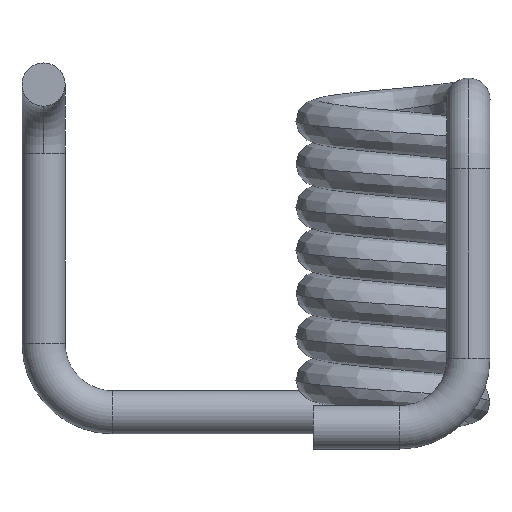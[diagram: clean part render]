
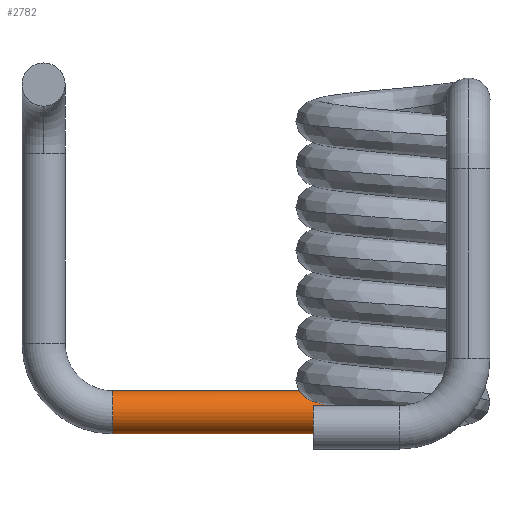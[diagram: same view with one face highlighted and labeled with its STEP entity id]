
A CAD part, left-side view. The second image highlights one B-rep face of the part: STEP entity #2782.
In plain terms, the highlighted cylindrical face has radius 0.5 mm (diameter 1 mm), a partial arc.
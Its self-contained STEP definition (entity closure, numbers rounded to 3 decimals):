
#1 = B_SPLINE_CURVE_WITH_KNOTS ( 'NONE', 3,
 ( #1560, #3187, #230, #2100, #507, #2373, #774, #2658, #1043, #2930, #1306, #3197, #1573, #3465 ),
 .UNSPECIFIED., .F., .F.,
 ( 4, 2, 2, 2, 2, 2, 4 ),
 ( 0., 0., 0., 0., 0., 0.001, 0.001 ),
 .UNSPECIFIED. ) ;
#14 = CARTESIAN_POINT ( 'NONE',  ( 1.716, 0.025, 0.499 ) ) ;
#113 = CYLINDRICAL_SURFACE ( 'NONE', #1998, 0.5 ) ;
#124 = ORIENTED_EDGE ( 'NONE', *, *, #2345, .F. ) ;
#188 = ORIENTED_EDGE ( 'NONE', *, *, #1485, .T. ) ;
#230 = CARTESIAN_POINT ( 'NONE',  ( 1.448, 1.082, 0.399 ) ) ;
#277 = CARTESIAN_POINT ( 'NONE',  ( 1.696, 0.062, 0.497 ) ) ;
#353 = CARTESIAN_POINT ( 'NONE',  ( 1.75, 6.5, -0.5 ) ) ;
#395 = AXIS2_PLACEMENT_3D ( 'NONE', #1253, #3144, #1515 ) ;
#442 = LINE ( 'NONE', #1787, #1851 ) ;
#507 = CARTESIAN_POINT ( 'NONE',  ( 1.463, 1.196, 0.409 ) ) ;
#523 = DIRECTION ( 'NONE',  ( 0., 1., 0. ) ) ;
#551 = CARTESIAN_POINT ( 'NONE',  ( 1.666, 0.142, 0.493 ) ) ;
#561 = LINE ( 'NONE', #353, #3250 ) ;
#719 = FACE_OUTER_BOUND ( 'NONE', #922, .T. ) ;
#727 = AXIS2_PLACEMENT_3D ( 'NONE', #1134, #3013, #1396 ) ;
#774 = CARTESIAN_POINT ( 'NONE',  ( 1.508, 1.267, 0.438 ) ) ;
#819 = CARTESIAN_POINT ( 'NONE',  ( 1.616, 0.306, 0.482 ) ) ;
#834 = CARTESIAN_POINT ( 'NONE',  ( 1.75, 6.5, -0.5 ) ) ;
#864 = DIRECTION ( 'NONE',  ( 0., 0., -1. ) ) ;
#922 = EDGE_LOOP ( 'NONE', ( #3426, #124, #2558, #188, #3363, #955, #2411 ) ) ;
#955 = ORIENTED_EDGE ( 'NONE', *, *, #2533, .T. ) ;
#979 = CIRCLE ( 'NONE', #395, 0.5 ) ;
#1043 = CARTESIAN_POINT ( 'NONE',  ( 1.586, 1.254, 0.473 ) ) ;
#1072 = CARTESIAN_POINT ( 'NONE',  ( 1.75, 0., 0.5 ) ) ;
#1088 = CARTESIAN_POINT ( 'NONE',  ( 1.547, 0.552, 0.458 ) ) ;
#1091 = AXIS2_PLACEMENT_3D ( 'NONE', #2119, #523, #2392 ) ;
#1103 = EDGE_CURVE ( 'NONE', #2670, #1369, #442, .T. ) ;
#1134 = CARTESIAN_POINT ( 'NONE',  ( 1.75, 0., 0. ) ) ;
#1218 = DIRECTION ( 'NONE',  ( 0., -1., 0. ) ) ;
#1242 = VERTEX_POINT ( 'NONE', #3382 ) ;
#1253 = CARTESIAN_POINT ( 'NONE',  ( 1.75, 0., 0. ) ) ;
#1306 = CARTESIAN_POINT ( 'NONE',  ( 1.648, 1.197, 0.49 ) ) ;
#1351 = CARTESIAN_POINT ( 'NONE',  ( 1.486, 0.799, 0.425 ) ) ;
#1369 = VERTEX_POINT ( 'NONE', #2578 ) ;
#1383 = CARTESIAN_POINT ( 'NONE',  ( 1.75, 6.5, 0.5 ) ) ;
#1396 = DIRECTION ( 'NONE',  ( 0., 0., 1. ) ) ;
#1470 = B_SPLINE_CURVE_WITH_KNOTS ( 'NONE', 3,
 ( #1072, #3215, #1603, #14, #1873, #277, #2148, #551, #2421, #819, #2703, #1088, #2969, #1351, #3240, #1618 ),
 .UNSPECIFIED., .F., .F.,
 ( 4, 2, 2, 2, 2, 2, 2, 4 ),
 ( 0., 0., 0., 0., 0., 0.001, 0.001, 0.001 ),
 .UNSPECIFIED. ) ;
#1485 = EDGE_CURVE ( 'NONE', #3136, #2062, #979, .T. ) ;
#1515 = DIRECTION ( 'NONE',  ( 0., 0., 1. ) ) ;
#1560 = CARTESIAN_POINT ( 'NONE',  ( 1.458, 0.967, 0.406 ) ) ;
#1573 = CARTESIAN_POINT ( 'NONE',  ( 1.727, 1.078, 0.5 ) ) ;
#1603 = CARTESIAN_POINT ( 'NONE',  ( 1.73, 0.008, 0.5 ) ) ;
#1618 = CARTESIAN_POINT ( 'NONE',  ( 1.458, 0.967, 0.406 ) ) ;
#1692 = CARTESIAN_POINT ( 'NONE',  ( 1.25, 0., 0. ) ) ;
#1716 = EDGE_CURVE ( 'NONE', #2163, #1369, #1, .T. ) ;
#1787 = CARTESIAN_POINT ( 'NONE',  ( 1.75, 6.5, 0.5 ) ) ;
#1851 = VECTOR ( 'NONE', #1218, 1000. ) ;
#1873 = CARTESIAN_POINT ( 'NONE',  ( 1.711, 0.034, 0.498 ) ) ;
#1921 = DIRECTION ( 'NONE',  ( 0., -1., 0. ) ) ;
#1987 = CIRCLE ( 'NONE', #727, 0.5 ) ;
#1998 = AXIS2_PLACEMENT_3D ( 'NONE', #3275, #1921, #864 ) ;
#2007 = EDGE_CURVE ( 'NONE', #2592, #3136, #561, .T. ) ;
#2062 = VERTEX_POINT ( 'NONE', #1692 ) ;
#2100 = CARTESIAN_POINT ( 'NONE',  ( 1.457, 1.168, 0.405 ) ) ;
#2119 = CARTESIAN_POINT ( 'NONE',  ( 1.75, 6.5, 0. ) ) ;
#2148 = CARTESIAN_POINT ( 'NONE',  ( 1.688, 0.082, 0.496 ) ) ;
#2163 = VERTEX_POINT ( 'NONE', #3318 ) ;
#2206 = DIRECTION ( 'NONE',  ( 0., -1., 0. ) ) ;
#2345 = EDGE_CURVE ( 'NONE', #2592, #2670, #2868, .T. ) ;
#2373 = CARTESIAN_POINT ( 'NONE',  ( 1.486, 1.247, 0.425 ) ) ;
#2392 = DIRECTION ( 'NONE',  ( 0., 0., 1. ) ) ;
#2411 = ORIENTED_EDGE ( 'NONE', *, *, #1716, .T. ) ;
#2421 = CARTESIAN_POINT ( 'NONE',  ( 1.653, 0.183, 0.491 ) ) ;
#2533 = EDGE_CURVE ( 'NONE', #1242, #2163, #1470, .T. ) ;
#2558 = ORIENTED_EDGE ( 'NONE', *, *, #2007, .T. ) ;
#2578 = CARTESIAN_POINT ( 'NONE',  ( 1.75, 1.026, 0.5 ) ) ;
#2592 = VERTEX_POINT ( 'NONE', #834 ) ;
#2658 = CARTESIAN_POINT ( 'NONE',  ( 1.56, 1.268, 0.463 ) ) ;
#2670 = VERTEX_POINT ( 'NONE', #1383 ) ;
#2702 = EDGE_CURVE ( 'NONE', #2062, #1242, #1987, .T. ) ;
#2703 = CARTESIAN_POINT ( 'NONE',  ( 1.593, 0.388, 0.475 ) ) ;
#2782 = ADVANCED_FACE ( 'NONE', ( #719 ), #113, .T. ) ;
#2868 = CIRCLE ( 'NONE', #1091, 0.5 ) ;
#2930 = CARTESIAN_POINT ( 'NONE',  ( 1.629, 1.218, 0.486 ) ) ;
#2969 = CARTESIAN_POINT ( 'NONE',  ( 1.525, 0.634, 0.447 ) ) ;
#3013 = DIRECTION ( 'NONE',  ( 0., 1., 0. ) ) ;
#3136 = VERTEX_POINT ( 'NONE', #3210 ) ;
#3144 = DIRECTION ( 'NONE',  ( 0., 1., 0. ) ) ;
#3187 = CARTESIAN_POINT ( 'NONE',  ( 1.452, 1.024, 0.402 ) ) ;
#3197 = CARTESIAN_POINT ( 'NONE',  ( 1.7, 1.129, 0.499 ) ) ;
#3210 = CARTESIAN_POINT ( 'NONE',  ( 1.75, 0., -0.5 ) ) ;
#3215 = CARTESIAN_POINT ( 'NONE',  ( 1.739, 0., 0.5 ) ) ;
#3240 = CARTESIAN_POINT ( 'NONE',  ( 1.468, 0.882, 0.413 ) ) ;
#3250 = VECTOR ( 'NONE', #2206, 1000. ) ;
#3275 = CARTESIAN_POINT ( 'NONE',  ( 1.75, 6.5, 0. ) ) ;
#3318 = CARTESIAN_POINT ( 'NONE',  ( 1.458, 0.967, 0.406 ) ) ;
#3363 = ORIENTED_EDGE ( 'NONE', *, *, #2702, .T. ) ;
#3382 = CARTESIAN_POINT ( 'NONE',  ( 1.75, 0., 0.5 ) ) ;
#3426 = ORIENTED_EDGE ( 'NONE', *, *, #1103, .F. ) ;
#3465 = CARTESIAN_POINT ( 'NONE',  ( 1.75, 1.026, 0.5 ) ) ;
